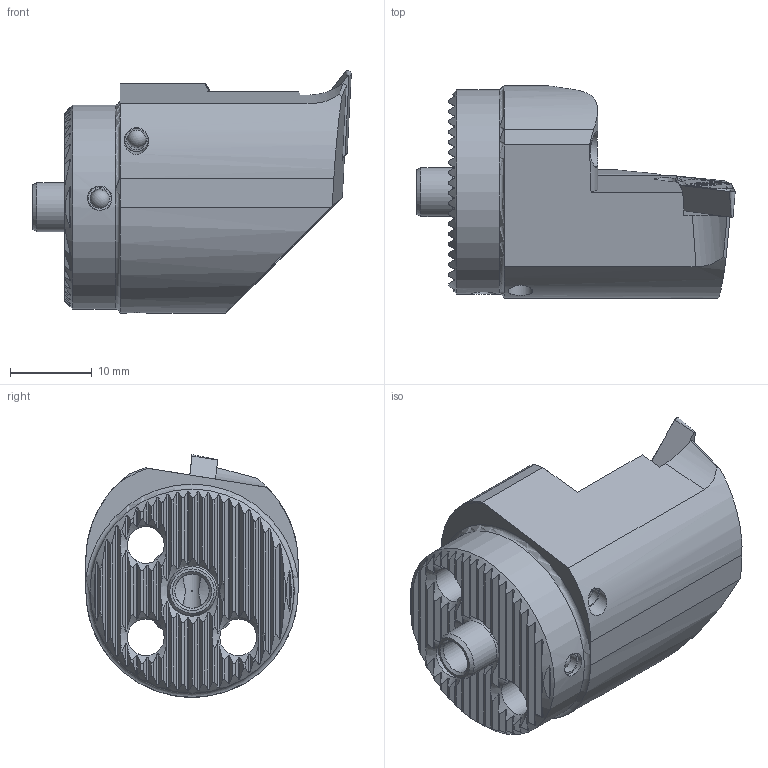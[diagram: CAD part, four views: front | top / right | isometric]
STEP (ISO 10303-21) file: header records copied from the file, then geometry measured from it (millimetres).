
FILE_DESCRIPTION (( 'STEP AP214' ), '1' );
FILE_NAME ('WK3.BVE.LUA.035.STEP', '2020-09-22T11:38:44', ( '' ), ( '' ), 'SwSTEP 2.0', 'SolidWorks 2017', '' );
FILE_SCHEMA (( 'AUTOMOTIVE_DESIGN' ));
Length unit declared in the file: millimetre
Products named in the file (7): KVT_MB_600_030; WKX-ER1.004.005_A_PreviewCfg; WK2-ER1.001.012_A_Fertigbearbeitung; VBMT110304; WK3-BVE.LUA.035_A; WK3.BVE.LUA.035; WCA-ER2.001.006_A
Assembly tree (9 placements, depth 2):
  WK3.BVE.LUA.035
    WK3-BVE.LUA.035_A
    WKX-ER1.004.005_A_PreviewCfg  x2
    WK2-ER1.001.012_A_Fertigbearbeitung
    KVT_MB_600_030  x3
    VBMT110304
    WCA-ER2.001.006_A
Bounding box: 39 x 26 x 29.7 mm (x, y, z)
Volume: 10636.1 mm3; surface area: 6697.4 mm2
Topology: 12 solids, 12 shells, 387 faces, 1020 edges, 651 vertices
Faces by surface type: plane 184, cylinder 98, cone 80, bspline 13, torus 8, sphere 4
Full cylindrical faces by diameter (mm): 1.7 x2, 2.05 x1, 2.381 x3, 2.5 x5, 2.8 x1, 3 x9, 3.3 x2, 3.4 x1, 3.85 x1, 4 x2, 4.2 x4, 4.5 x3, 6 x2, 7.5 x3, 12 x1, 25 x1
Entity records: 12280 total; most frequent: CARTESIAN_POINT 4312, ORIENTED_EDGE 1652, DIRECTION 1376, EDGE_CURVE 826, VERTEX_POINT 575, AXIS2_PLACEMENT_3D 546, EDGE_LOOP 437, FACE_OUTER_BOUND 380
